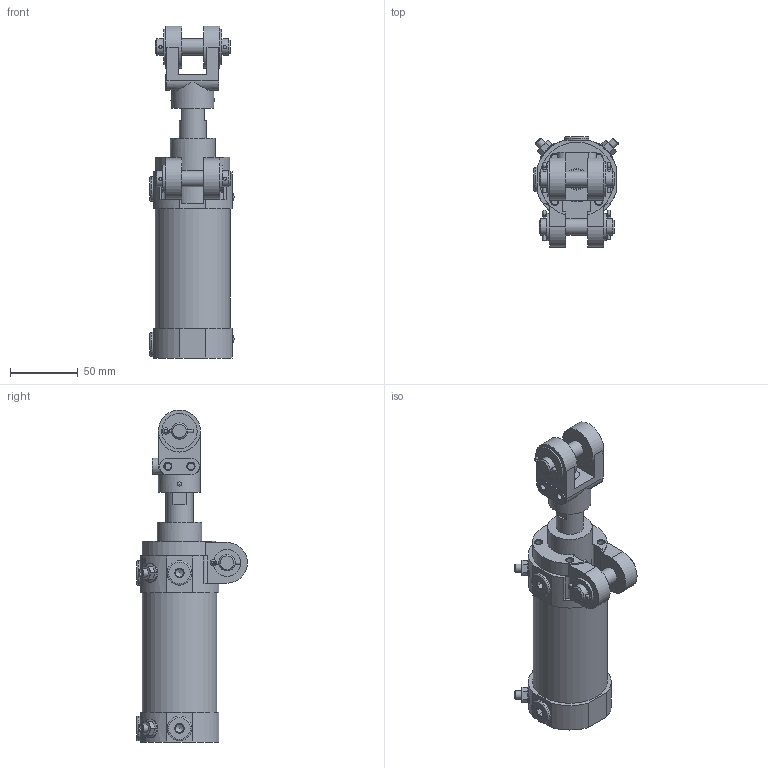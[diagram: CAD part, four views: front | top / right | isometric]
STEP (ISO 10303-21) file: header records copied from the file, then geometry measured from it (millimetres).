
FILE_DESCRIPTION(/* description */ ('STEP AP214'),/* implementation_level */ '2;1');
FILE_NAME(/* name */ '565777_DWA-50-50-Y-AB-G',/* time_stamp */ '2024-08-23T14:44:55+02:00',/* author */ ('License CC BY-ND 4.0'),/* organization */ ('CADENAS'),/* preprocessor_version */ 'ST-DEVELOPER v19.3',/* originating_system */ 'PARTsolutions',/* authorisation */ ' ');
FILE_SCHEMA (('AUTOMOTIVE_DESIGN {1 0 10303 214 3 1 1}'));
Length unit declared in the file: millimetre
Products named in the file (6): 565777 DWA-50-50-Y-AB-G---(0); 710963 DWA-50-50-GAB_ZYL; 710973 DWA-50-50_K; 549608 SGH-A-50_GK; 711021 50_ST; 740441 G1/4_BS
Assembly tree (8 placements, depth 2):
  565777 DWA-50-50-Y-AB-G---(0)
    710963 DWA-50-50-GAB_ZYL
    710973 DWA-50-50_K
    549608 SGH-A-50_GK
    711021 50_ST
    740441 G1/4_BS  x4
Bounding box: 61.93 x 81.5 x 244.5 mm (x, y, z)
Volume: 374788.2 mm3; surface area: 100946.1 mm2
Topology: 8 solids, 8 shells, 547 faces, 1268 edges, 810 vertices
Faces by surface type: plane 292, cylinder 160, cone 73, torus 22
Full cylindrical faces by diameter (mm): 2.3 x8, 3 x4, 4.917 x8, 6 x4, 6.93 x4, 11.1 x4, 11.445 x6, 12 x8, 13.157 x4, 13.8 x4, 14.376 x1, 16 x1, 16.2 x1, 18 x10, 20 x5, 26 x2, 31 x3, 33 x1, 50 x2, 55 x1
Entity records: 13599 total; most frequent: CARTESIAN_POINT 2987, DIRECTION 2189, ORIENTED_EDGE 1980, EDGE_CURVE 990, AXIS2_PLACEMENT_3D 898, VERTEX_POINT 698, FACE_BOUND 676, EDGE_LOOP 673
